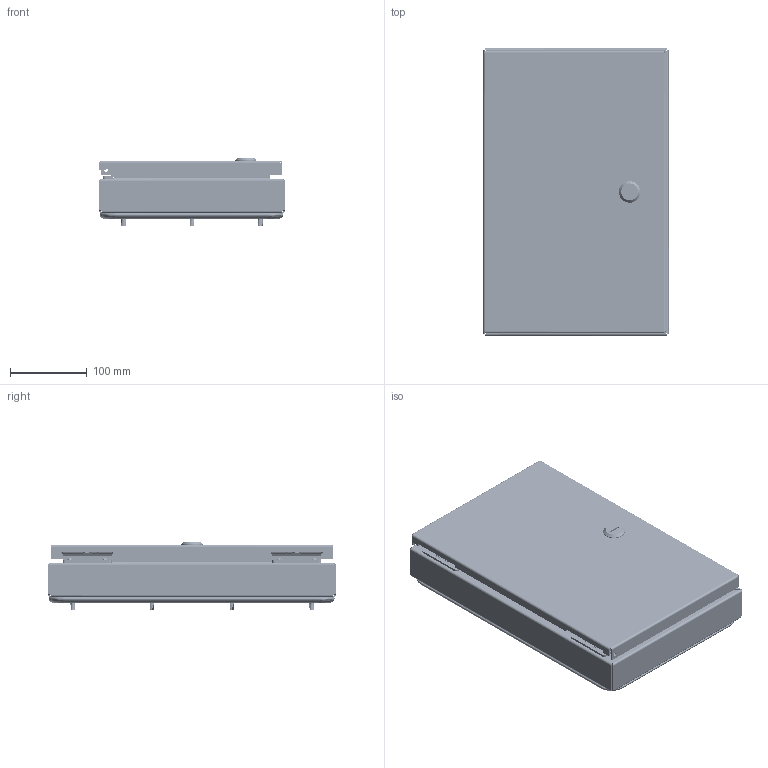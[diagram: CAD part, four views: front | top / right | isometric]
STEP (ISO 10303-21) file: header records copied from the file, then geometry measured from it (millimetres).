
FILE_DESCRIPTION(/* description */ ('DEEP HINGED, CS, N4, WDW KIT, TUB, 14.75X9.5X2.75'),/* implementation_level */ '2;1');
FILE_NAME(/* name */ 'WADW150902BC.stp',/* time_stamp */ '2017-04-27T19:51:06+05:00',/* author */ ('vdas'),/* organization */ (''),/* preprocessor_version */ 'ST-DEVELOPER v16.1',/* originating_system */ 'Autodesk Inventor 2016',/* authorisation */ '');
FILE_SCHEMA (('AUTOMOTIVE_DESIGN { 1 0 10303 214 3 1 1 }'));
Length unit declared in the file: inch
Products named in the file (23): WADW150902BKP; HFW3161; 17376 PIN; 17380 SCREW; 17723 BOX LEAF; 17723-UTI BRACKET; 17910 SEALING WASHER; HFW328176; WADW1509FIP-BKP; WADW1509BCLID; 1000-14_prt; 1000-24_prt; 1000-318; 1000-03; 1000-277-01; 1000-u142_asm; HFW328175; WADW1509FIP-LID; 31433; 38846; 1000-u155_asm; 35124; WADW150902BC
Assembly tree (36 placements, depth 4):
  WADW150902BC
    WADW150902BKP
    HFW3161  x2
    HFW328176  x2
      17376 PIN
      17380 SCREW
      17723 BOX LEAF
      17723-UTI BRACKET
      17910 SEALING WASHER
    WADW1509FIP-BKP
    WADW1509BCLID
    35124
      1000-u155_asm
      1000-14_prt
      1000-24_prt
      1000-u142_asm
        1000-318
        1000-03
        1000-277-01
    HFW328175  x2
    WADW1509FIP-LID
    31433  x10
    38846
Bounding box: 241.3 x 374.65 x 88.92 mm (x, y, z)
Volume: 718950 mm3; surface area: 622182.7 mm2
Topology: 39 solids, 43 shells, 1750 faces, 4293 edges, 2654 vertices
Faces by surface type: cylinder 710, plane 596, bspline 200, cone 192, torus 48, sphere 4
Full cylindrical faces by diameter (mm): 2.362 x4, 3.175 x2, 3.317 x68, 3.861 x4, 3.962 x2, 4.166 x68, 4.25 x4, 4.366 x4, 4.572 x4, 4.762 x2, 4.775 x4, 5 x1, 6 x1, 6.325 x10, 6.35 x129, 6.502 x4, 7.938 x10, 8.118 x10, 8.128 x4, 8.56 x1, 9.144 x4, 9.9 x1, 10 x2, 10.2 x1, 11.05 x1, 12.8 x1, 13.5 x1, 15.2 x1, 15.8 x1, 16.1 x2
Entity records: 38071 total; most frequent: CARTESIAN_POINT 15194, DIRECTION 4472, ORIENTED_EDGE 4304, EDGE_CURVE 2153, AXIS2_PLACEMENT_3D 1648, VERTEX_POINT 1390, EDGE_LOOP 1227, LINE 1176
